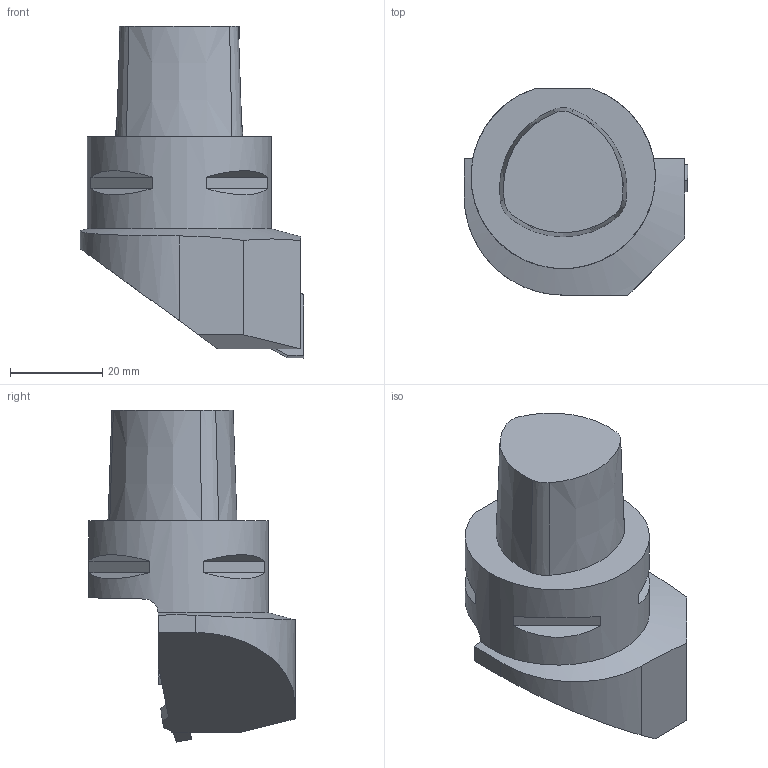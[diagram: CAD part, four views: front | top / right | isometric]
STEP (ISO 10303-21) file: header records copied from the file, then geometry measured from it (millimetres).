
FILE_DESCRIPTION(/* description */ (''),/* implementation_level */ '2;1');
FILE_NAME(/* name */ 'C4-CEL-27050-16CHD.stp',/* time_stamp */ '2018-02-15T16:18:37+06:00',/* author */ (''),/* organization */ (''),/* preprocessor_version */ 'ST-DEVELOPER v16',/* originating_system */ 'SIEMENS PLM Software NX 11.0',/* authorisation */ '');
FILE_SCHEMA (('AUTOMOTIVE_DESIGN { 1 0 10303 214 3 1 1 1 }'));
Length unit declared in the file: millimetre
Products named in the file (1): inpu50BCh30s
Bounding box: 48.55 x 44.7 x 72 mm (x, y, z)
Volume: 60055.7 mm3; surface area: 11980.9 mm2
Topology: 3 solids, 3 shells, 56 faces, 142 edges, 94 vertices
Faces by surface type: plane 44, cone 7, cylinder 5
Entity records: 1791 total; most frequent: CARTESIAN_POINT 353, ORIENTED_EDGE 284, DIRECTION 282, EDGE_CURVE 142, LINE 104, VECTOR 104, VERTEX_POINT 94, AXIS2_PLACEMENT_3D 89
